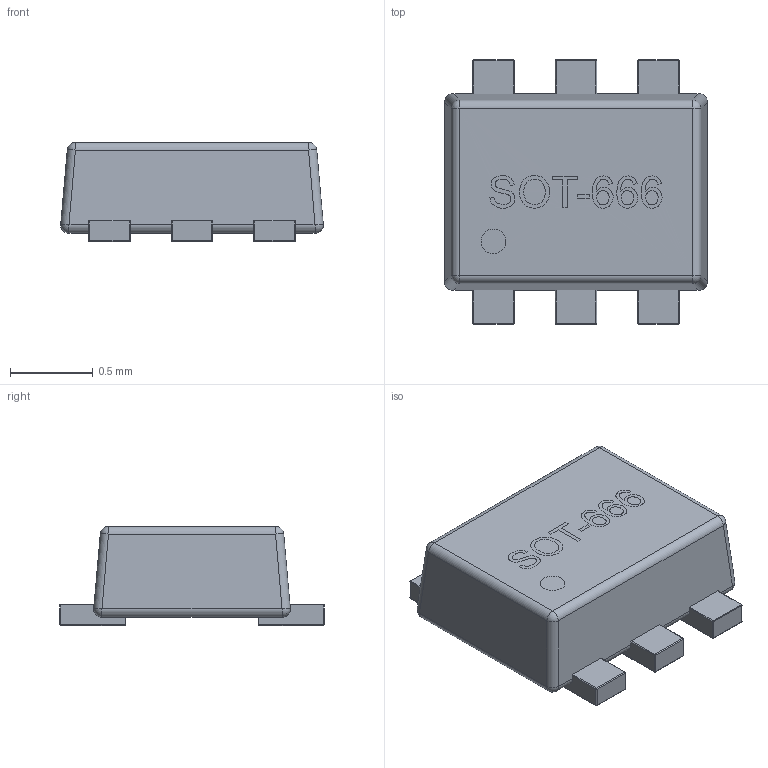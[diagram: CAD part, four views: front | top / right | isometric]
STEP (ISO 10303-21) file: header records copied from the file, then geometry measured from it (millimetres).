
FILE_DESCRIPTION(/* description */ (''),/* implementation_level */ '2;1');
FILE_NAME(/* name */ 'SOT666-1.step',/* time_stamp */ '2023-05-22T18:12:48+10:00',/* author */ (''),/* organization */ (''),/* preprocessor_version */ 'ST-DEVELOPER v19.2',/* originating_system */ 'Autodesk Translation Framework v12.4.0.73',/* authorisation */ '');
FILE_SCHEMA (('AUTOMOTIVE_DESIGN { 1 0 10303 214 3 1 1 }'));
Length unit declared in the file: millimetre
Products named in the file (2): SOT666; User Library-SOT50P160X60-6
Assembly tree (1 placements, depth 2):
  SOT666
    User Library-SOT50P160X60-6
Bounding box: 1.59 x 1.6 x 0.6 mm (x, y, z)
Volume: 1 mm3; surface area: 7.5 mm2
Topology: 1 solids, 1 shells, 158 faces, 500 edges, 335 vertices
Faces by surface type: cylinder 72, plane 54, sphere 32
Entity records: 5831 total; most frequent: CARTESIAN_POINT 1489, ORIENTED_EDGE 958, DIRECTION 748, EDGE_CURVE 479, VERTEX_POINT 335, AXIS2_PLACEMENT_3D 278, LINE 192, VECTOR 192
